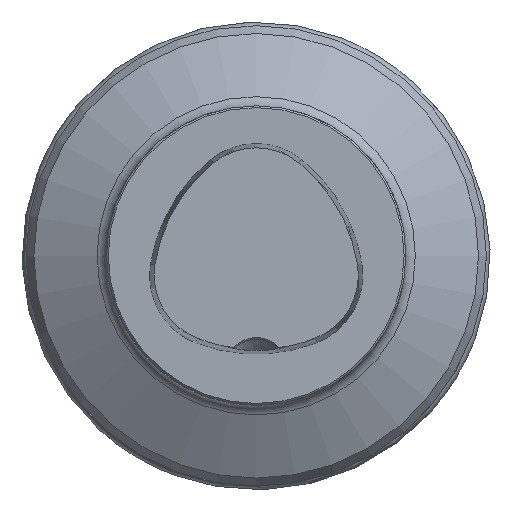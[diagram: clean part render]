
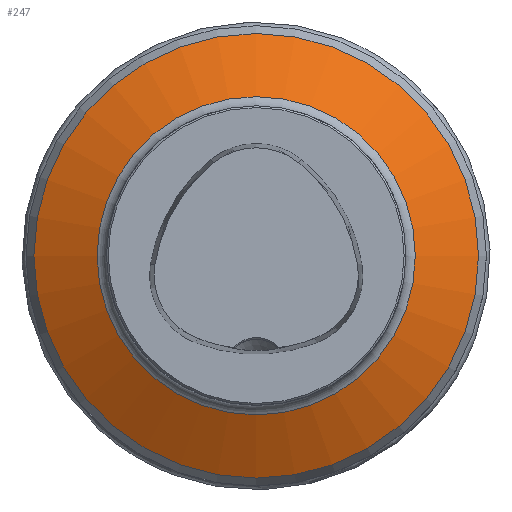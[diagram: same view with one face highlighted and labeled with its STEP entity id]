
A CAD part, top view. The second image highlights one B-rep face of the part: STEP entity #247.
In plain terms, the highlighted conical face has half-angle 61.482 degrees and reference radius 37.117 mm.
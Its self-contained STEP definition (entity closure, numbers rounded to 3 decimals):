
#153=CONICAL_SURFACE('',#956,37.117,61.482);
#247=ADVANCED_FACE('S9',(#334,#335),#153,.T.);
#334=FACE_BOUND('',#375,.T.);
#335=FACE_BOUND('',#376,.T.);
#375=EDGE_LOOP('',(#474));
#376=EDGE_LOOP('',(#475));
#474=ORIENTED_EDGE('',*,*,#729,.T.);
#475=ORIENTED_EDGE('',*,*,#730,.F.);
#660=VERTEX_POINT('',#1625);
#661=VERTEX_POINT('',#1627);
#729=EDGE_CURVE('',#660,#660,#790,.T.);
#730=EDGE_CURVE('',#661,#661,#791,.T.);
#790=CIRCLE('',#954,26.568);
#791=CIRCLE('',#955,37.117);
#954=AXIS2_PLACEMENT_3D('',#1624,#1090,#1091);
#955=AXIS2_PLACEMENT_3D('',#1626,#1092,#1093);
#956=AXIS2_PLACEMENT_3D('',#1628,#1094,#1095);
#1090=DIRECTION('',(0.,0.,-1.));
#1091=DIRECTION('',(-1.,0.,0.));
#1092=DIRECTION('',(0.,0.,-1.));
#1093=DIRECTION('',(-1.,0.,0.));
#1094=DIRECTION('',(0.,0.,-1.));
#1095=DIRECTION('',(-1.,0.,0.));
#1624=CARTESIAN_POINT('',(0.,0.,-23.852));
#1625=CARTESIAN_POINT('',(-26.568,0.,-23.852));
#1626=CARTESIAN_POINT('',(0.,0.,-29.584));
#1627=CARTESIAN_POINT('',(-37.117,0.,-29.584));
#1628=CARTESIAN_POINT('',(0.,0.,-29.584));
